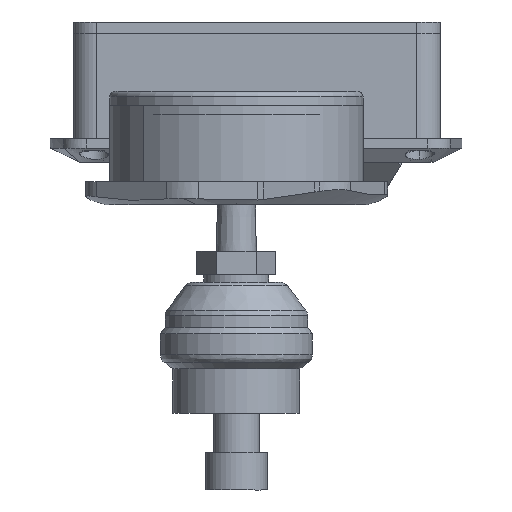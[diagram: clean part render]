
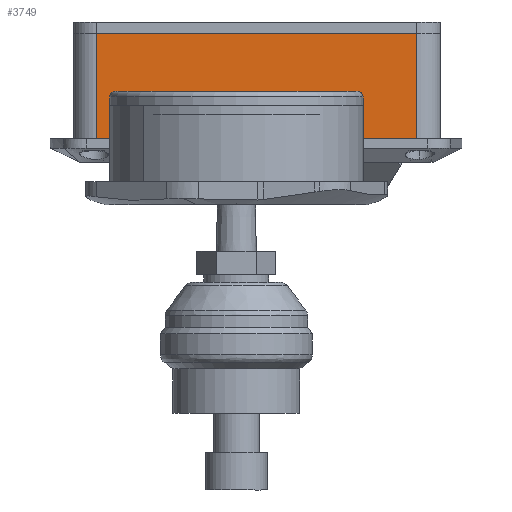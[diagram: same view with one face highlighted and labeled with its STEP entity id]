
A CAD part, left-side view. The second image highlights one B-rep face of the part: STEP entity #3749.
In plain terms, the highlighted planar face has unit normal (-1, 0, 0).
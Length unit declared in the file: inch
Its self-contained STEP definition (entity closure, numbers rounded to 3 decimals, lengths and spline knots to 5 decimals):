
#3749 = ADVANCED_FACE ( 'NONE', ( #8020 ), #8021, .T. ) ;
#8017 = CARTESIAN_POINT ( 'NONE',  ( -1.045, -1.13, -1.72 ) ) ;
#8020 = FACE_OUTER_BOUND ( 'NONE', #22467, .T. ) ;
#8021 = PLANE ( 'NONE',  #25079 ) ;
#8023 = DIRECTION ( 'NONE',  ( -1., 0., 0. ) ) ;
#8024 = DIRECTION ( 'NONE',  ( 0., 0., 1. ) ) ;
#12714 = VECTOR ( 'NONE', #17180, 39.37008 ) ;
#12737 = VECTOR ( 'NONE', #17230, 39.37008 ) ;
#12740 = VECTOR ( 'NONE', #17234, 39.37008 ) ;
#12742 = VECTOR ( 'NONE', #17248, 39.37008 ) ;
#15045 = CARTESIAN_POINT ( 'NONE',  ( -1.045, -1.13, 1.72 ) ) ;
#15047 = CARTESIAN_POINT ( 'NONE',  ( -1.045, 0., 1.72 ) ) ;
#15059 = CARTESIAN_POINT ( 'NONE',  ( -1.045, 0., -1.72 ) ) ;
#15060 = CARTESIAN_POINT ( 'NONE',  ( -1.045, -1.13, -1.72 ) ) ;
#17171 = CARTESIAN_POINT ( 'NONE',  ( -1.045, -0.565, 1.72 ) ) ;
#17175 = LINE ( 'NONE', #17171, #12714 ) ;
#17180 = DIRECTION ( 'NONE',  ( 0., 1., 0. ) ) ;
#17213 = CARTESIAN_POINT ( 'NONE',  ( -1.045, -0.565, -1.72 ) ) ;
#17218 = LINE ( 'NONE', #17213, #12737 ) ;
#17225 = LINE ( 'NONE', #17226, #12740 ) ;
#17226 = CARTESIAN_POINT ( 'NONE',  ( -1.045, 0., 0.05888 ) ) ;
#17230 = DIRECTION ( 'NONE',  ( 0., -1., 0. ) ) ;
#17234 = DIRECTION ( 'NONE',  ( 0., 0., 1. ) ) ;
#17235 = LINE ( 'NONE', #17247, #12742 ) ;
#17247 = CARTESIAN_POINT ( 'NONE',  ( -1.045, -1.13, 0. ) ) ;
#17248 = DIRECTION ( 'NONE',  ( 0., 0., -1. ) ) ;
#21475 = VERTEX_POINT ( 'NONE', #15045 ) ;
#21477 = VERTEX_POINT ( 'NONE', #15047 ) ;
#21489 = VERTEX_POINT ( 'NONE', #15059 ) ;
#21490 = VERTEX_POINT ( 'NONE', #15060 ) ;
#22467 = EDGE_LOOP ( 'NONE', ( #26344, #26345, #26346, #26347 ) ) ;
#24547 = EDGE_CURVE ( 'NONE', #21475, #21477, #17175, .T. ) ;
#24564 = EDGE_CURVE ( 'NONE', #21489, #21490, #17218, .T. ) ;
#24566 = EDGE_CURVE ( 'NONE', #21489, #21477, #17225, .T. ) ;
#24567 = EDGE_CURVE ( 'NONE', #21475, #21490, #17235, .T. ) ;
#25079 = AXIS2_PLACEMENT_3D ( 'NONE', #8017, #8023, #8024 ) ;
#26344 = ORIENTED_EDGE ( 'NONE', *, *, #24547, .T. ) ;
#26345 = ORIENTED_EDGE ( 'NONE', *, *, #24566, .F. ) ;
#26346 = ORIENTED_EDGE ( 'NONE', *, *, #24564, .T. ) ;
#26347 = ORIENTED_EDGE ( 'NONE', *, *, #24567, .F. ) ;
